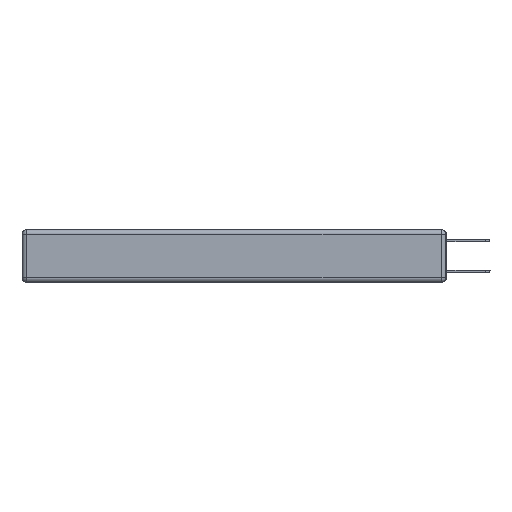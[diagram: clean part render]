
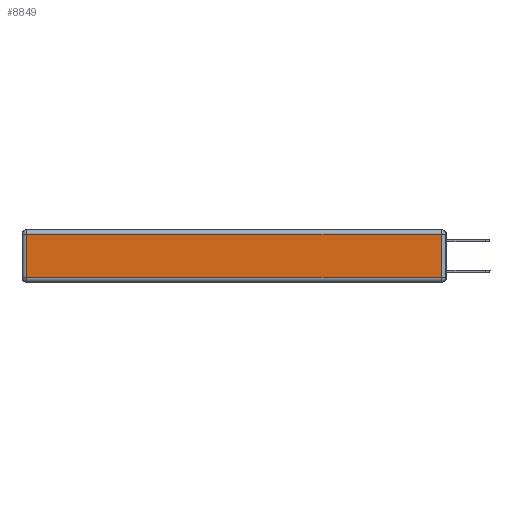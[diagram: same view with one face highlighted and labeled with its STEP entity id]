
A CAD part, left-side view. The second image highlights one B-rep face of the part: STEP entity #8849.
In plain terms, the highlighted planar face has unit normal (-1, 0, 0).
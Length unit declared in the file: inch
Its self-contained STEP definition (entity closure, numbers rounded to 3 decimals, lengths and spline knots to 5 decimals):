
#1167 = CARTESIAN_POINT ( 'NONE',  ( 0., 2.75, -0.03 ) ) ;
#1182 = CARTESIAN_POINT ( 'NONE',  ( 0., 0., -0.343 ) ) ;
#1315 = VERTEX_POINT ( 'NONE', #8059 ) ;
#1528 = AXIS2_PLACEMENT_3D ( 'NONE', #1182, #12927, #2861 ) ;
#2861 = DIRECTION ( 'NONE',  ( 0., 0., 1. ) ) ;
#3549 = CARTESIAN_POINT ( 'NONE',  ( 0., 2.72, -0.313 ) ) ;
#4054 = VECTOR ( 'NONE', #6686, 39.37008 ) ;
#4936 = CARTESIAN_POINT ( 'NONE',  ( 0., 0., -0.313 ) ) ;
#5568 = ORIENTED_EDGE ( 'NONE', *, *, #7179, .T. ) ;
#5985 = VERTEX_POINT ( 'NONE', #3549 ) ;
#6201 = ORIENTED_EDGE ( 'NONE', *, *, #12036, .T. ) ;
#6686 = DIRECTION ( 'NONE',  ( 0., -1., 0. ) ) ;
#7179 = EDGE_CURVE ( 'NONE', #1315, #5985, #18589, .T. ) ;
#8059 = CARTESIAN_POINT ( 'NONE',  ( 0., 2.72, -0.03 ) ) ;
#8849 = ADVANCED_FACE ( 'NONE', ( #17883 ), #21246, .T. ) ;
#9182 = DIRECTION ( 'NONE',  ( 0., 0., -1. ) ) ;
#12036 = EDGE_CURVE ( 'NONE', #17663, #17088, #12548, .T. ) ;
#12263 = VECTOR ( 'NONE', #21080, 39.37008 ) ;
#12548 = LINE ( 'NONE', #16136, #12263 ) ;
#12847 = CARTESIAN_POINT ( 'NONE',  ( 0., 0.03, -0.03 ) ) ;
#12927 = DIRECTION ( 'NONE',  ( -1., 0., 0. ) ) ;
#13272 = LINE ( 'NONE', #4936, #4054 ) ;
#14801 = EDGE_LOOP ( 'NONE', ( #15750, #6201, #21264, #5568 ) ) ;
#15750 = ORIENTED_EDGE ( 'NONE', *, *, #18932, .T. ) ;
#16136 = CARTESIAN_POINT ( 'NONE',  ( 0., 0.03, -0.343 ) ) ;
#16517 = VECTOR ( 'NONE', #9182, 39.37008 ) ;
#17088 = VERTEX_POINT ( 'NONE', #12847 ) ;
#17488 = CARTESIAN_POINT ( 'NONE',  ( 0., 0.03, -0.313 ) ) ;
#17663 = VERTEX_POINT ( 'NONE', #17488 ) ;
#17883 = FACE_OUTER_BOUND ( 'NONE', #14801, .T. ) ;
#18589 = LINE ( 'NONE', #19023, #16517 ) ;
#18932 = EDGE_CURVE ( 'NONE', #5985, #17663, #13272, .T. ) ;
#19023 = CARTESIAN_POINT ( 'NONE',  ( 0., 2.72, -0.343 ) ) ;
#19858 = DIRECTION ( 'NONE',  ( 0., 1., 0. ) ) ;
#20160 = VECTOR ( 'NONE', #19858, 39.37008 ) ;
#20433 = LINE ( 'NONE', #1167, #20160 ) ;
#20611 = EDGE_CURVE ( 'NONE', #17088, #1315, #20433, .T. ) ;
#21080 = DIRECTION ( 'NONE',  ( 0., 0., 1. ) ) ;
#21246 = PLANE ( 'NONE',  #1528 ) ;
#21264 = ORIENTED_EDGE ( 'NONE', *, *, #20611, .T. ) ;
